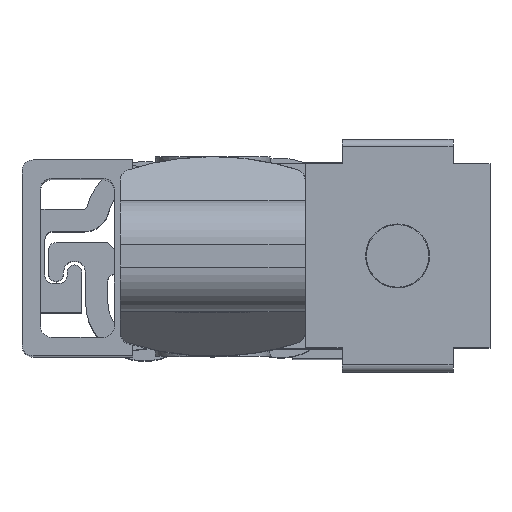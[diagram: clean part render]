
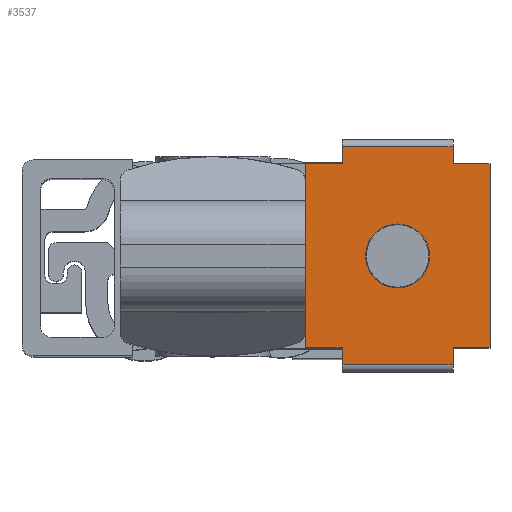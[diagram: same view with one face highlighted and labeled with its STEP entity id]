
A CAD part, top view. The second image highlights one B-rep face of the part: STEP entity #3537.
In plain terms, the highlighted planar face has unit normal (0, 0, 1).
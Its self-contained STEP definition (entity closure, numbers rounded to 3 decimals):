
#103=LINE('',#5156,#374);
#105=LINE('',#5160,#376);
#106=LINE('',#5162,#377);
#107=LINE('',#5164,#378);
#108=LINE('',#5166,#379);
#109=LINE('',#5168,#380);
#110=LINE('',#5170,#381);
#111=LINE('',#5172,#382);
#112=LINE('',#5174,#383);
#113=LINE('',#5176,#384);
#114=LINE('',#5178,#385);
#115=LINE('',#5180,#386);
#374=VECTOR('',#4253,1000.);
#376=VECTOR('',#4257,1000.);
#377=VECTOR('',#4258,1000.);
#378=VECTOR('',#4259,1000.);
#379=VECTOR('',#4260,1000.);
#380=VECTOR('',#4261,1000.);
#381=VECTOR('',#4262,1000.);
#382=VECTOR('',#4263,1000.);
#383=VECTOR('',#4264,1000.);
#384=VECTOR('',#4265,1000.);
#385=VECTOR('',#4266,1000.);
#386=VECTOR('',#4267,1000.);
#609=PLANE('',#3774);
#687=CIRCLE('',#3675,0.865);
#1034=ORIENTED_EDGE('',*,*,#1664,.F.);
#1035=ORIENTED_EDGE('',*,*,#1774,.T.);
#1036=ORIENTED_EDGE('',*,*,#1775,.T.);
#1037=ORIENTED_EDGE('',*,*,#1776,.F.);
#1038=ORIENTED_EDGE('',*,*,#1777,.F.);
#1039=ORIENTED_EDGE('',*,*,#1778,.T.);
#1040=ORIENTED_EDGE('',*,*,#1779,.F.);
#1041=ORIENTED_EDGE('',*,*,#1780,.F.);
#1042=ORIENTED_EDGE('',*,*,#1781,.F.);
#1043=ORIENTED_EDGE('',*,*,#1782,.T.);
#1044=ORIENTED_EDGE('',*,*,#1783,.T.);
#1045=ORIENTED_EDGE('',*,*,#1784,.F.);
#1046=ORIENTED_EDGE('',*,*,#1772,.T.);
#1664=EDGE_CURVE('',#2082,#2082,#687,.T.);
#1772=EDGE_CURVE('',#2156,#2155,#103,.T.);
#1774=EDGE_CURVE('',#2155,#2157,#105,.T.);
#1775=EDGE_CURVE('',#2157,#2158,#106,.T.);
#1776=EDGE_CURVE('',#2159,#2158,#107,.T.);
#1777=EDGE_CURVE('',#2160,#2159,#108,.T.);
#1778=EDGE_CURVE('',#2160,#2161,#109,.T.);
#1779=EDGE_CURVE('',#2162,#2161,#110,.T.);
#1780=EDGE_CURVE('',#2163,#2162,#111,.T.);
#1781=EDGE_CURVE('',#2164,#2163,#112,.T.);
#1782=EDGE_CURVE('',#2164,#2165,#113,.T.);
#1783=EDGE_CURVE('',#2165,#2166,#114,.T.);
#1784=EDGE_CURVE('',#2156,#2166,#115,.T.);
#2082=VERTEX_POINT('',#4906);
#2155=VERTEX_POINT('',#5155);
#2156=VERTEX_POINT('',#5157);
#2157=VERTEX_POINT('',#5161);
#2158=VERTEX_POINT('',#5163);
#2159=VERTEX_POINT('',#5165);
#2160=VERTEX_POINT('',#5167);
#2161=VERTEX_POINT('',#5169);
#2162=VERTEX_POINT('',#5171);
#2163=VERTEX_POINT('',#5173);
#2164=VERTEX_POINT('',#5175);
#2165=VERTEX_POINT('',#5177);
#2166=VERTEX_POINT('',#5179);
#2425=EDGE_LOOP('',(#1034));
#2426=EDGE_LOOP('',(#1035,#1036,#1037,#1038,#1039,#1040,#1041,#1042,#1043,
#1044,#1045,#1046));
#2624=FACE_BOUND('',#2425,.T.);
#2625=FACE_BOUND('',#2426,.T.);
#3537=ADVANCED_FACE('',(#2624,#2625),#609,.F.);
#3675=AXIS2_PLACEMENT_3D('',#4905,#4005,#4006);
#3774=AXIS2_PLACEMENT_3D('',#5159,#4255,#4256);
#4005=DIRECTION('',(0.,0.,1.));
#4006=DIRECTION('',(1.,0.,0.));
#4253=DIRECTION('',(0.,-1.,0.));
#4255=DIRECTION('',(0.,0.,-1.));
#4256=DIRECTION('',(-1.,0.,0.));
#4257=DIRECTION('',(1.,0.,0.));
#4258=DIRECTION('',(0.,-1.,0.));
#4259=DIRECTION('',(-1.,0.,0.));
#4260=DIRECTION('',(0.,-1.,0.));
#4261=DIRECTION('',(1.,0.,0.));
#4262=DIRECTION('',(0.,-1.,0.));
#4263=DIRECTION('',(1.,0.,0.));
#4264=DIRECTION('',(0.,-1.,0.));
#4265=DIRECTION('',(-1.,0.,0.));
#4266=DIRECTION('',(0.,-1.,0.));
#4267=DIRECTION('',(1.,0.,0.));
#4905=CARTESIAN_POINT('',(5.,0.,22.3));
#4906=CARTESIAN_POINT('',(5.865,0.,22.3));
#5155=CARTESIAN_POINT('',(2.5,-2.49,22.3));
#5156=CARTESIAN_POINT('',(2.5,2.49,22.3));
#5157=CARTESIAN_POINT('',(2.5,2.49,22.3));
#5159=CARTESIAN_POINT('',(2.5,2.49,22.3));
#5160=CARTESIAN_POINT('',(2.5,-2.49,22.3));
#5161=CARTESIAN_POINT('',(3.5,-2.49,22.3));
#5162=CARTESIAN_POINT('',(3.5,2.95,22.3));
#5163=CARTESIAN_POINT('',(3.5,-2.95,22.3));
#5164=CARTESIAN_POINT('',(6.5,-2.95,22.3));
#5165=CARTESIAN_POINT('',(6.5,-2.95,22.3));
#5166=CARTESIAN_POINT('',(6.5,2.95,22.3));
#5167=CARTESIAN_POINT('',(6.5,-2.49,22.3));
#5168=CARTESIAN_POINT('',(6.5,-2.49,22.3));
#5169=CARTESIAN_POINT('',(7.5,-2.49,22.3));
#5170=CARTESIAN_POINT('',(7.5,2.49,22.3));
#5171=CARTESIAN_POINT('',(7.5,2.49,22.3));
#5172=CARTESIAN_POINT('',(6.5,2.49,22.3));
#5173=CARTESIAN_POINT('',(6.5,2.49,22.3));
#5174=CARTESIAN_POINT('',(6.5,2.95,22.3));
#5175=CARTESIAN_POINT('',(6.5,2.95,22.3));
#5176=CARTESIAN_POINT('',(6.5,2.95,22.3));
#5177=CARTESIAN_POINT('',(3.5,2.95,22.3));
#5178=CARTESIAN_POINT('',(3.5,2.95,22.3));
#5179=CARTESIAN_POINT('',(3.5,2.49,22.3));
#5180=CARTESIAN_POINT('',(2.5,2.49,22.3));
